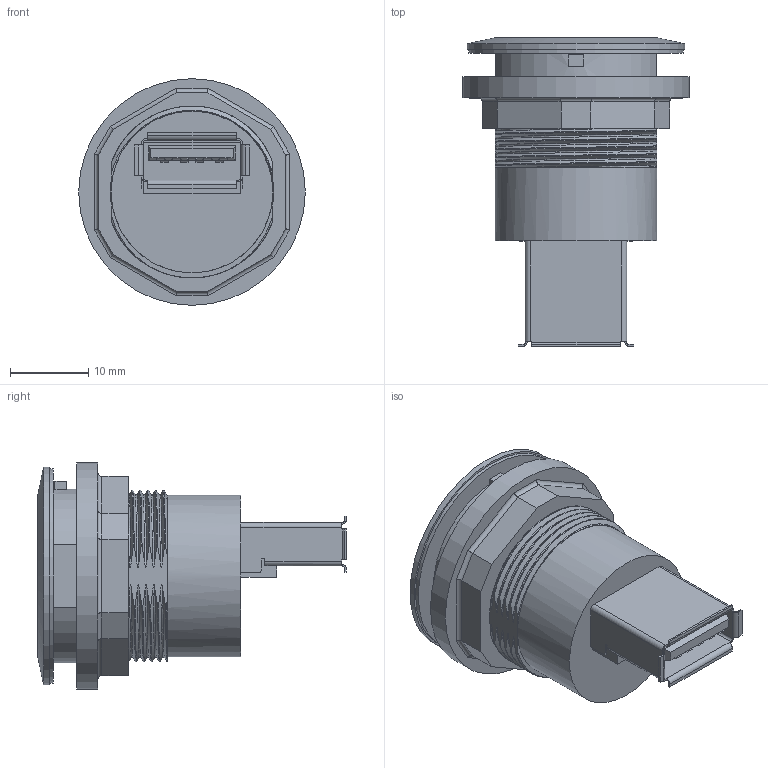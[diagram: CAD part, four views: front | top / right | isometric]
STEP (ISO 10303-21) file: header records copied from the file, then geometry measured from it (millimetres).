
FILE_DESCRIPTION(/* description */ (''),/* implementation_level */ '2;1');
FILE_NAME(/* name */ 'RRJ_USB3_AA633.stp',/* time_stamp */ '2016-03-15T14:45:39+01:00',/* author */ ('mharscher'),/* organization */ (''),/* preprocessor_version */ 'ST-DEVELOPER v15.2',/* originating_system */ 'Autodesk Inventor 2014',/* authorisation */ '');
FILE_SCHEMA (('CONFIG_CONTROL_DESIGN'));
Length unit declared in the file: millimetre
Products named in the file (1): USB3_AA633
Bounding box: 29 x 39.5 x 29 mm (x, y, z)
Volume: 10427.7 mm3; surface area: 7607.1 mm2
Topology: 5 solids, 5 shells, 895 faces, 2525 edges, 1605 vertices
Faces by surface type: plane 550, cylinder 238, bspline 95, torus 7, cone 5
Full cylindrical faces by diameter (mm): 20.05 x1, 20.7 x1, 20.917 x1, 22.6 x1, 25.35 x1, 27.4 x1, 27.9 x1, 29 x1
Entity records: 35023 total; most frequent: CARTESIAN_POINT 12311, ORIENTED_EDGE 5064, DIRECTION 4264, EDGE_CURVE 2508, LINE 1820, VECTOR 1820, VERTEX_POINT 1603, AXIS2_PLACEMENT_3D 1222
